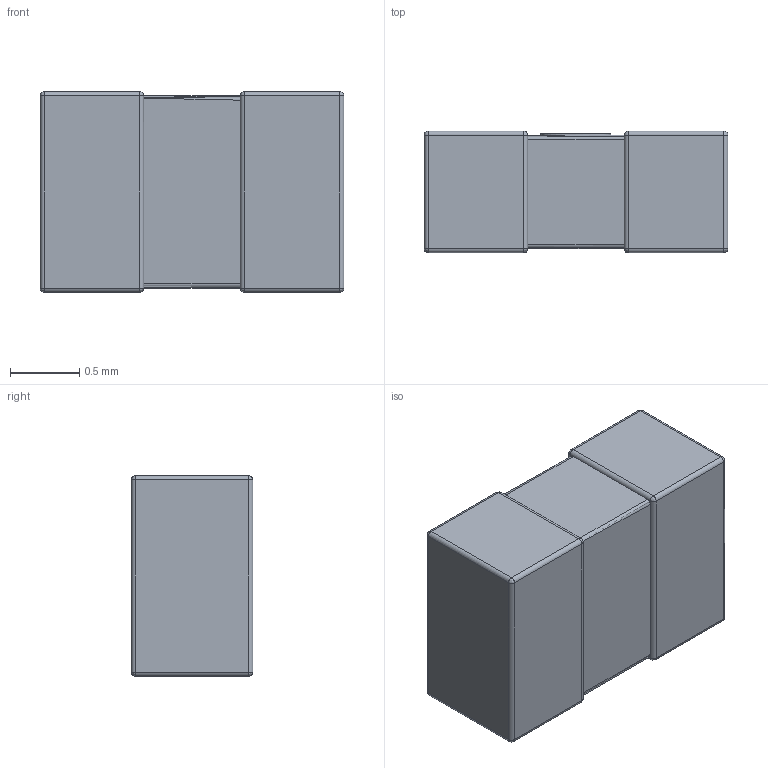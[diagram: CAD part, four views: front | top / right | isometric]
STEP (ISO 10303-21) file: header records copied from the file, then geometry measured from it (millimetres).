
FILE_DESCRIPTION (( 'STEP AP214' ), '1' );
FILE_NAME ('Capacitor CeramiC SMD-0805.step', '2018-02-09T13:40:34', ( '' ), ( '' ), 'SwSTEP 2.0', 'SolidWorks 2016', '' );
FILE_SCHEMA (( 'AUTOMOTIVE_DESIGN' ));
Length unit declared in the file: millimetre
Products named in the file (1): Capacitor CeramiC SMD-0805
Bounding box: 2.2 x 0.88 x 1.45 mm (x, y, z)
Volume: 2.7 mm3; surface area: 13.2 mm2
Topology: 5 solids, 5 shells, 123 faces, 298 edges, 169 vertices
Faces by surface type: bspline 61, cylinder 33, plane 29
Entity records: 7088 total; most frequent: CARTESIAN_POINT 3876, ORIENTED_EDGE 564, DIRECTION 349, EDGE_CURVE 282, VERTEX_POINT 169, EDGE_LOOP 131, VECTOR 127, LINE 127
